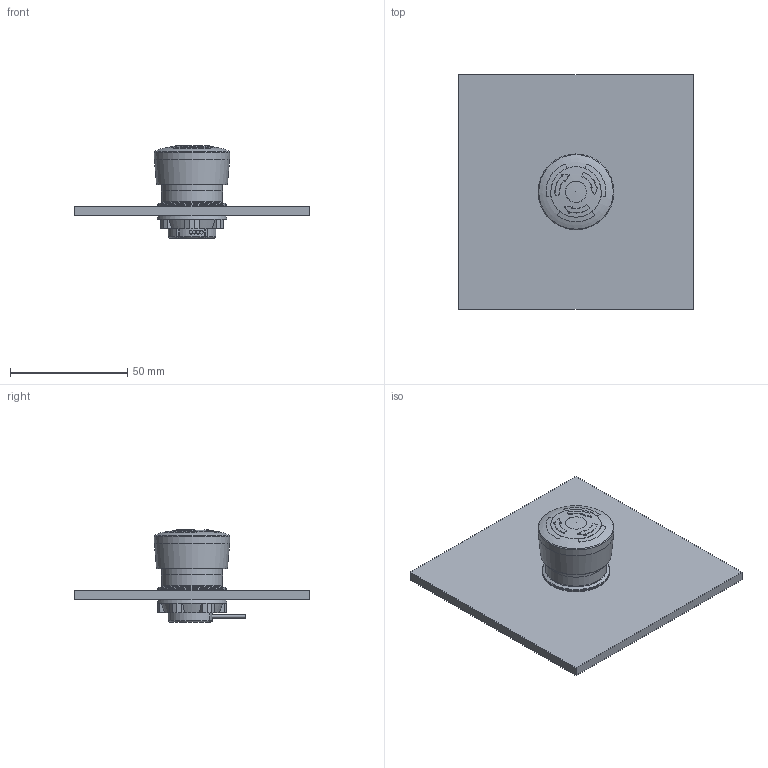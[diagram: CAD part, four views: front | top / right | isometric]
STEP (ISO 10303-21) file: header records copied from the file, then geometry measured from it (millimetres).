
FILE_DESCRIPTION(/* description */ ('Unknown'),/* implementation_level */ '2;1');
FILE_NAME(/* name */ '84-5331.2B40_Rendering',/* time_stamp */ '2021-04-21T08:46:59+02:00',/* author */ ('Unknown'),/* organization */ ('Unknown'),/* preprocessor_version */ 'ST-DEVELOPER v16.7',/* originating_system */ 'DEX',/* authorisation */ $);
FILE_SCHEMA (('AUTOMOTIVE_DESIGN {1 0 10303 214 3 1 1}'));
Length unit declared in the file: millimetre
Products named in the file (11): 84-5331.2B40_E-Stop Pushbutton_R_00585233; 84-5331.2B40_E-Stop Pushbutton_00585234_oa_0; Gehäuse mit Weichkomponente KNA_00584464; Gehäuse ohne Weichkomponente,gelb_00584236; Weichkomponente vom Gehäuse,schwarz_00584240; Druckhaube_00521757; Schraubring_00301237; Abdeckung_KNA_00452240; 282388_000283365_000283367; Panel_R_D1-22_B-4mm_00584775; 84-5221.2B20_Leuchtrot_00589347
Assembly tree (10 placements, depth 4):
  84-5331.2B40_E-Stop Pushbutton_R_00585233
    84-5331.2B40_E-Stop Pushbutton_00585234_oa_0
      Gehäuse mit Weichkomponente KNA_00584464
        Gehäuse ohne Weichkomponente,gelb_00584236
        Weichkomponente vom Gehäuse,schwarz_00584240
      Druckhaube_00521757
      Schraubring_00301237
      Abdeckung_KNA_00452240
      282388_000283365_000283367
    Panel_R_D1-22_B-4mm_00584775
    84-5221.2B20_Leuchtrot_00589347
Bounding box: 100 x 100 x 39.34 mm (x, y, z)
Volume: 51173.9 mm3; surface area: 36559.2 mm2
Topology: 16 solids, 16 shells, 415 faces, 1008 edges, 609 vertices
Faces by surface type: plane 118, bspline 103, cylinder 83, torus 54, cone 33, sphere 24
Full cylindrical faces by diameter (mm): 0.95 x4, 1.5 x4, 19.2 x1, 20.949 x7, 21 x1, 22 x2, 22.28 x4, 22.4 x1, 24.4 x2, 26 x4, 27.771 x1, 27.8 x1, 28.8 x1, 29 x1
Entity records: 14461 total; most frequent: CARTESIAN_POINT 5857, ORIENTED_EDGE 1776, DIRECTION 1535, EDGE_CURVE 888, AXIS2_PLACEMENT_3D 675, VERTEX_POINT 560, EDGE_LOOP 468, FACE_BOUND 468
